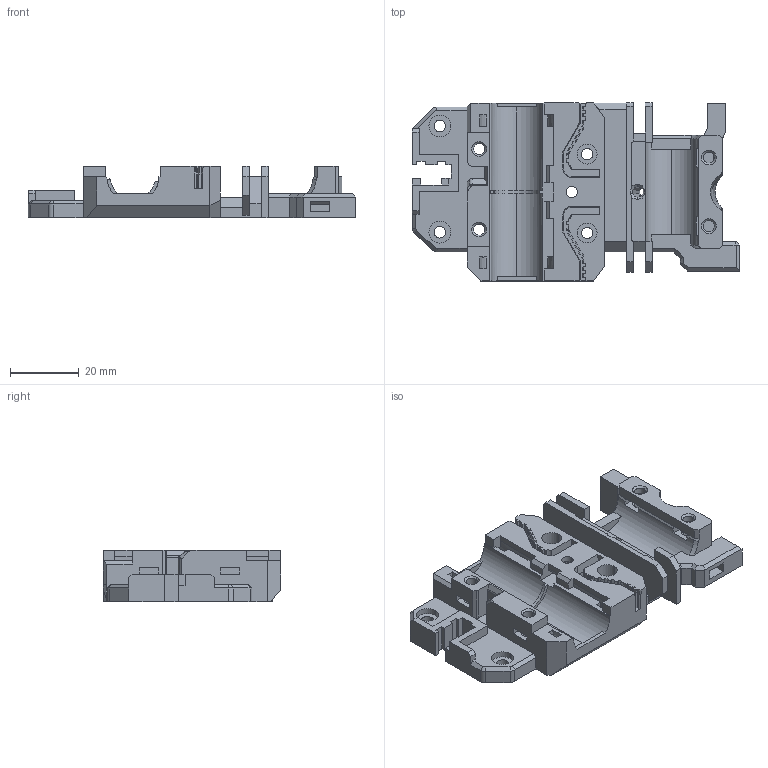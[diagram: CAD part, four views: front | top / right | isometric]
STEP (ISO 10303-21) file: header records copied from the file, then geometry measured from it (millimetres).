
FILE_DESCRIPTION (( 'STEP AP214' ), '1' );
FILE_NAME ('X-Carriage v2.6b (VMK2.5).STEP', '2018-09-01T14:07:26', ( '' ), ( '' ), 'SwSTEP 2.0', 'SolidWorks 2018', '' );
FILE_SCHEMA (( 'AUTOMOTIVE_DESIGN' ));
Length unit declared in the file: millimetre
Products named in the file (1): X-Carriage v2.6b (VMK2.5)
Bounding box: 95.5 x 51.95 x 15 mm (x, y, z)
Volume: 34979.5 mm3; surface area: 18291.8 mm2
Topology: 1 solids, 1 shells, 607 faces, 1686 edges, 1081 vertices
Faces by surface type: plane 460, cylinder 98, cone 40, bspline 7, sphere 2
Entity records: 19553 total; most frequent: CARTESIAN_POINT 3931, ORIENTED_EDGE 3364, DIRECTION 3080, EDGE_CURVE 1682, VECTOR 1378, LINE 1378, VERTEX_POINT 1079, AXIS2_PLACEMENT_3D 851
